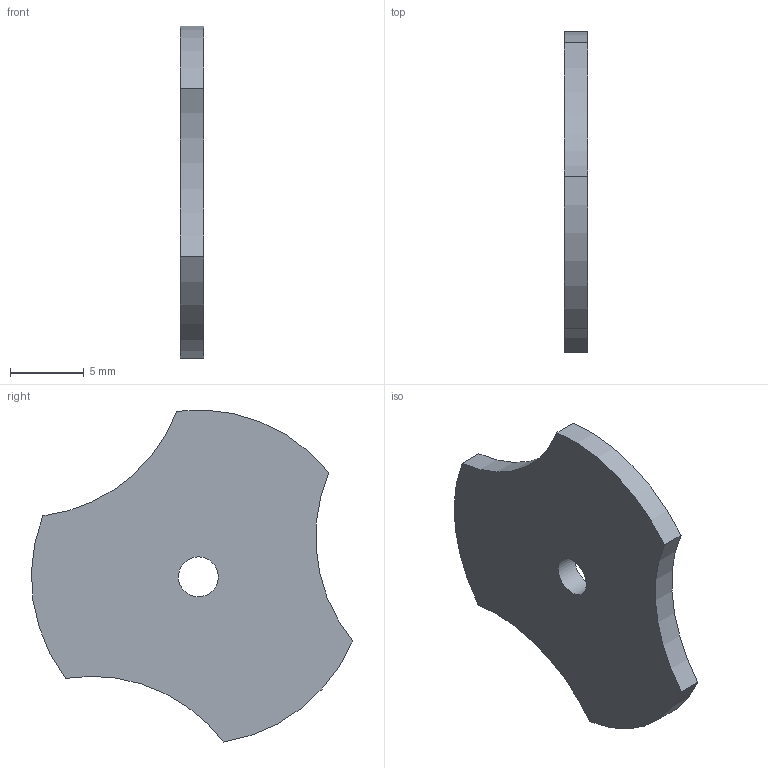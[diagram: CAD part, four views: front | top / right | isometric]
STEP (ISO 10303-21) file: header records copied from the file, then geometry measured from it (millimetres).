
FILE_DESCRIPTION(/* description */ ('STEP AP214'),/* implementation_level */ '2;1');
FILE_NAME(/* name */ '62525c84ecdeb77adb8bb3cf',/* time_stamp */ '2022-04-10T04:26:44+00:00',/* author */ (''),/* organization */ (''),/* preprocessor_version */ 'ST-DEVELOPER v18.101',/* originating_system */ ' ',/* authorisation */ ' ');
FILE_SCHEMA (('AUTOMOTIVE_DESIGN {1 0 10303 214 3 1 1}'));
Length unit declared in the file: metre
Products named in the file (1): Lock tabs
Bounding box: 1.59 x 21.75 x 22.49 mm (x, y, z)
Volume: 511.2 mm3; surface area: 770.4 mm2
Topology: 1 solids, 1 shells, 9 faces, 21 edges, 14 vertices
Faces by surface type: cylinder 7, plane 2
Full cylindrical faces by diameter (mm): 2.705 x1
Entity records: 298 total; most frequent: DIRECTION 54, CARTESIAN_POINT 44, ORIENTED_EDGE 40, AXIS2_PLACEMENT_3D 24, EDGE_CURVE 20, VERTEX_POINT 14, CIRCLE 14, EDGE_LOOP 12
